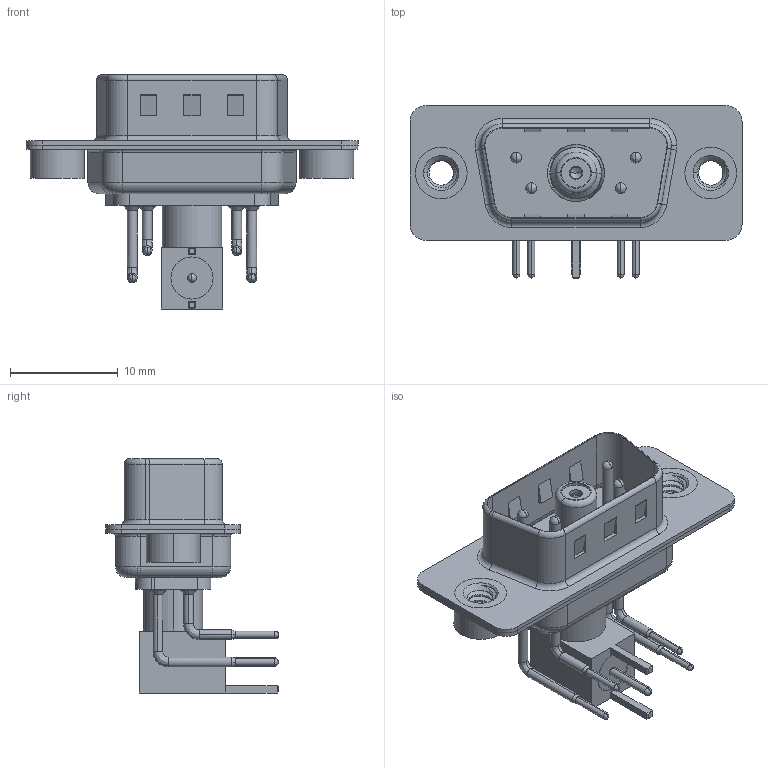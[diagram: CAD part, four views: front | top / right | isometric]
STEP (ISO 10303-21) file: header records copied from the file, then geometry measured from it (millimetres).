
FILE_DESCRIPTION (( 'STEP AP203' ), '1' );
FILE_NAME ('629-5W1-240-7NA.STEP', '2022-05-05T01:08:56', ( '' ), ( '' ), 'SwSTEP 2.0', 'SolidWorks 2020', '' );
FILE_SCHEMA (( 'CONFIG_CONTROL_DESIGN' ));
Length unit declared in the file: millimetre
Products named in the file (15): 629-5W1-240-7NA; 629Combo Contact Row 2; 629Combo Shell Front_09 Contacts; Insulator Socket 2; Co-Ax Jack_RA PC Tail; Locking Collar; 629Combo Housing_5W1; Socket_RA; Insulator Socket; RA Back Shell; 629Combo Shell Rear_09 Contacts; Insulator RA Pin; 629Combo Contact Row 1; Co-Ax Jack Assy_RA; 629Combo Threaded Rivet_2
Assembly tree (17 placements, depth 3):
  629-5W1-240-7NA
    629Combo Housing_5W1
    629Combo Shell Rear_09 Contacts
    629Combo Shell Front_09 Contacts
    629Combo Threaded Rivet_2  x2
    Co-Ax Jack Assy_RA
      Co-Ax Jack_RA PC Tail
      Insulator Socket
      Insulator Socket 2
      Locking Collar
      Socket_RA
      RA Back Shell
      Insulator RA Pin
    629Combo Contact Row 1  x2
    629Combo Contact Row 2  x2
Bounding box: 30.8 x 16 x 21.71 mm (x, y, z)
Volume: 1626.7 mm3; surface area: 4616.4 mm2
Topology: 16 solids, 16 shells, 896 faces, 2346 edges, 1499 vertices
Faces by surface type: plane 420, cylinder 340, torus 56, cone 47, bspline 31, sphere 2
Entity records: 23274 total; most frequent: CARTESIAN_POINT 5312, DIRECTION 3554, ORIENTED_EDGE 3318, EDGE_CURVE 1659, AXIS2_PLACEMENT_3D 1296, VERTEX_POINT 1063, VECTOR 962, LINE 962
